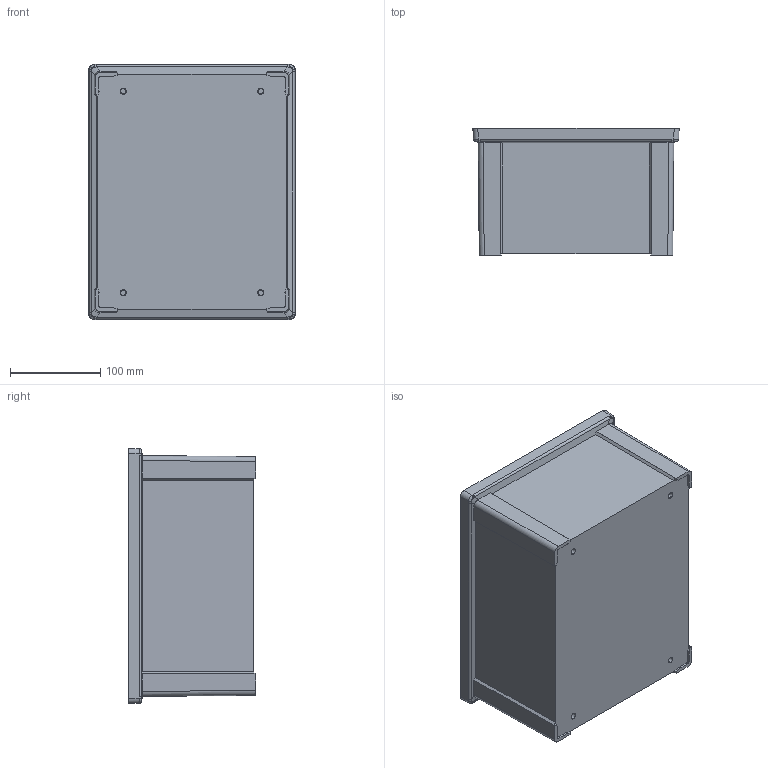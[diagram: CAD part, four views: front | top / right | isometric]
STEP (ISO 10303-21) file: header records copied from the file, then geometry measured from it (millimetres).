
FILE_DESCRIPTION (( 'STEP AP214' ), '1' );
FILE_NAME ('10x8_screw_base.STEP', '2016-05-12T05:33:02', ( '' ), ( '' ), 'SwSTEP 2.0', 'SolidWorks 2015', '' );
FILE_SCHEMA (( 'AUTOMOTIVE_DESIGN' ));
Length unit declared in the file: millimetre
Products named in the file (1): 10x8_screw_base
Bounding box: 228 x 140.5 x 282 mm (x, y, z)
Volume: 807794.8 mm3; surface area: 400177.9 mm2
Topology: 6 solids, 18 shells, 474 faces, 1228 edges, 804 vertices
Faces by surface type: plane 297, cylinder 112, cone 45, bspline 20
Entity records: 15478 total; most frequent: CARTESIAN_POINT 4124, ORIENTED_EDGE 2440, DIRECTION 2198, EDGE_CURVE 1220, VECTOR 806, LINE 806, VERTEX_POINT 804, AXIS2_PLACEMENT_3D 696
